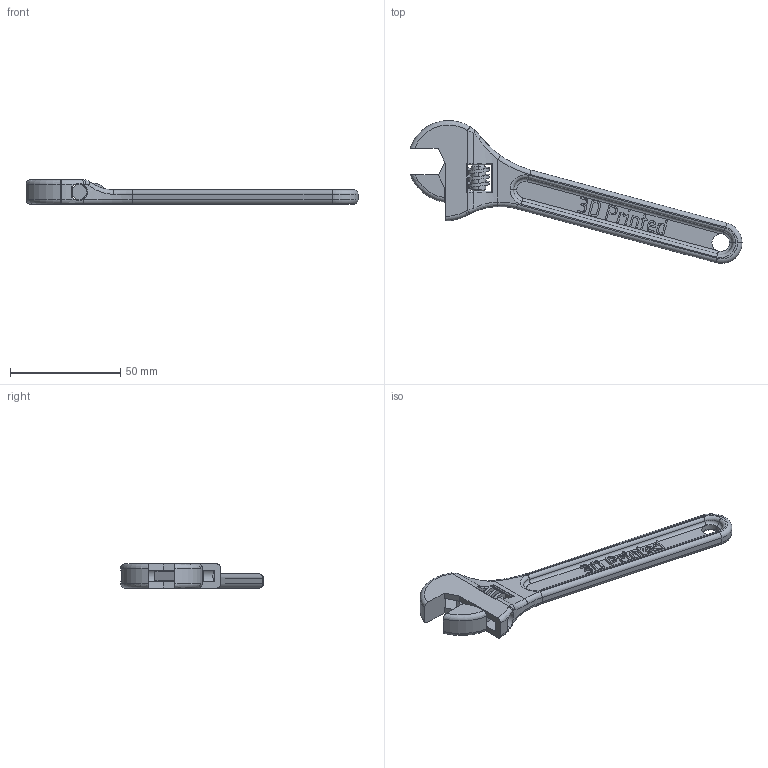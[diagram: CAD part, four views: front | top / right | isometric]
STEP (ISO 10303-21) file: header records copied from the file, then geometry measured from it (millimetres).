
FILE_DESCRIPTION(('STEP AP214'),'1');
FILE_NAME('Printable_Wrench_No_Support.A.15.A.0.stp','2013-08-30T04:30:17',(' '),(' '),'Spatial InterOp 3D',' ',' ');
FILE_SCHEMA(('automotive_design'));
Length unit declared in the file: millimetre
Products named in the file (4): Printable Wrench
Assembly tree (3 placements, depth 2):
  (unnamed)
    Printable Wrench
    Printable Wrench
    Printable Wrench
Bounding box: 150.52 x 64.67 x 11 mm (x, y, z)
Volume: 19084.4 mm3; surface area: 12354.1 mm2
Topology: 3 solids, 3 shells, 381 faces, 1039 edges, 671 vertices
Faces by surface type: extrusion 147, plane 132, cylinder 48, torus 33, bspline 13, cone 8
Entity records: 17835 total; most frequent: CARTESIAN_POINT 5802, ORIENTED_EDGE 2058, DIRECTION 1378, EDGE_CURVE 1029, VERTEX_POINT 671, VECTOR 642, B_SPLINE_CURVE_WITH_KNOTS 538, LINE 495
